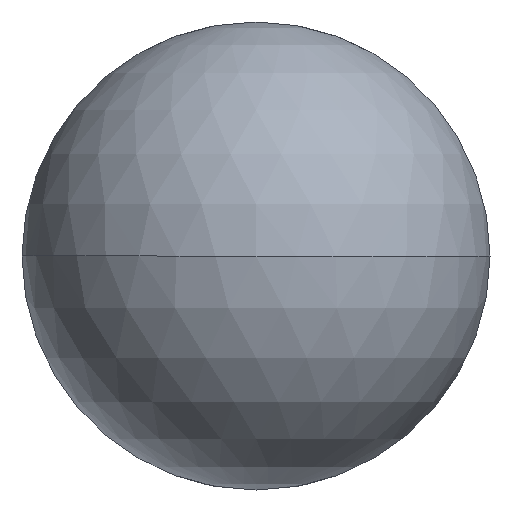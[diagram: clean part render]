
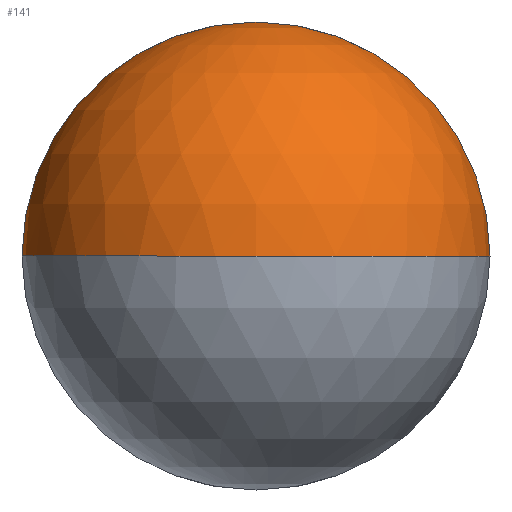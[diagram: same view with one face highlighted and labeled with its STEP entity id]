
A CAD part, front view. The second image highlights one B-rep face of the part: STEP entity #141.
In plain terms, the highlighted spherical face has radius 3.969 mm.
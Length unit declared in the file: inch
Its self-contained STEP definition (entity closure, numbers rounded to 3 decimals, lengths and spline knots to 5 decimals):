
#2 = ORIENTED_EDGE ( 'NONE', *, *, #285, .T. ) ;
#3 = CIRCLE ( 'NONE', #343, 0.15625 ) ;
#12 = CIRCLE ( 'NONE', #61, 0.15625 ) ;
#13 = AXIS2_PLACEMENT_3D ( 'NONE', #59, #373, #251 ) ;
#33 = AXIS2_PLACEMENT_3D ( 'NONE', #165, #292, #74 ) ;
#34 = SPHERICAL_SURFACE ( 'NONE', #13, 0.15625 ) ;
#46 = EDGE_CURVE ( 'NONE', #202, #274, #48, .T. ) ;
#48 = CIRCLE ( 'NONE', #243, 0.15625 ) ;
#53 = EDGE_CURVE ( 'NONE', #274, #226, #12, .T. ) ;
#59 = CARTESIAN_POINT ( 'NONE',  ( 0., 0.15625, 0. ) ) ;
#61 = AXIS2_PLACEMENT_3D ( 'NONE', #298, #295, #238 ) ;
#62 = EDGE_LOOP ( 'NONE', ( #255, #315, #249, #2 ) ) ;
#73 = DIRECTION ( 'NONE',  ( 0., 0., -1. ) ) ;
#74 = DIRECTION ( 'NONE',  ( -1., 0., 0. ) ) ;
#141 = ADVANCED_FACE ( 'NONE', ( #278 ), #34, .T. ) ;
#165 = CARTESIAN_POINT ( 'NONE',  ( 0., 0.15625, 0. ) ) ;
#185 = CARTESIAN_POINT ( 'NONE',  ( 0., 0.15625, 0.15625 ) ) ;
#192 = EDGE_CURVE ( 'NONE', #348, #226, #354, .T. ) ;
#202 = VERTEX_POINT ( 'NONE', #185 ) ;
#203 = DIRECTION ( 'NONE',  ( 0., 0., -1. ) ) ;
#226 = VERTEX_POINT ( 'NONE', #234 ) ;
#229 = CARTESIAN_POINT ( 'NONE',  ( -0.15625, 0.15625, 0. ) ) ;
#234 = CARTESIAN_POINT ( 'NONE',  ( 0., 0., 0. ) ) ;
#238 = DIRECTION ( 'NONE',  ( 1., 0., 0. ) ) ;
#243 = AXIS2_PLACEMENT_3D ( 'NONE', #261, #333, #203 ) ;
#249 = ORIENTED_EDGE ( 'NONE', *, *, #192, .F. ) ;
#251 = DIRECTION ( 'NONE',  ( 1., 0., 0. ) ) ;
#255 = ORIENTED_EDGE ( 'NONE', *, *, #46, .T. ) ;
#261 = CARTESIAN_POINT ( 'NONE',  ( 0., 0.15625, 0. ) ) ;
#271 = DIRECTION ( 'NONE',  ( 0., -1., 0. ) ) ;
#274 = VERTEX_POINT ( 'NONE', #229 ) ;
#278 = FACE_OUTER_BOUND ( 'NONE', #62, .T. ) ;
#285 = EDGE_CURVE ( 'NONE', #348, #202, #3, .T. ) ;
#292 = DIRECTION ( 'NONE',  ( 0., 0., -1. ) ) ;
#295 = DIRECTION ( 'NONE',  ( 0., 0., 1. ) ) ;
#298 = CARTESIAN_POINT ( 'NONE',  ( 0., 0.15625, 0. ) ) ;
#315 = ORIENTED_EDGE ( 'NONE', *, *, #53, .T. ) ;
#327 = CARTESIAN_POINT ( 'NONE',  ( 0., 0.15625, 0. ) ) ;
#333 = DIRECTION ( 'NONE',  ( 0., -1., 0. ) ) ;
#343 = AXIS2_PLACEMENT_3D ( 'NONE', #327, #271, #73 ) ;
#348 = VERTEX_POINT ( 'NONE', #367 ) ;
#354 = CIRCLE ( 'NONE', #33, 0.15625 ) ;
#367 = CARTESIAN_POINT ( 'NONE',  ( 0.15625, 0.15625, 0. ) ) ;
#373 = DIRECTION ( 'NONE',  ( 0., 0., 1. ) ) ;
